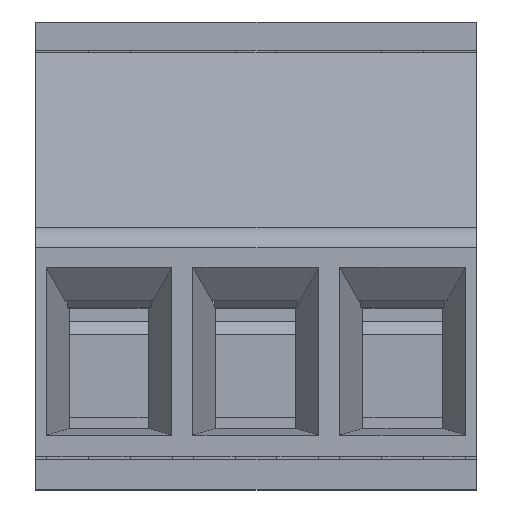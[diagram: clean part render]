
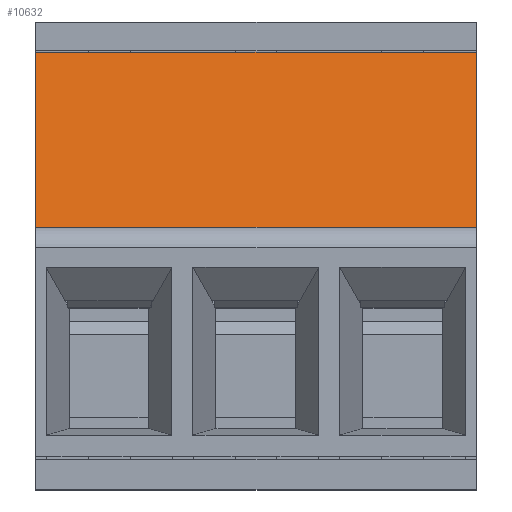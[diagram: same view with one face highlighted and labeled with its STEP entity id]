
A CAD part, top view. The second image highlights one B-rep face of the part: STEP entity #10632.
In plain terms, the highlighted face is planar.
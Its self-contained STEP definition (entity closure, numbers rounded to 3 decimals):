
#1215 = DIRECTION ( 'NONE',  ( -0.212, -0.977, 0. ) ) ;
#1396 = VERTEX_POINT ( 'NONE', #23587 ) ;
#1858 = DIRECTION ( 'NONE',  ( -0.212, -0.977, 0. ) ) ;
#3674 = VECTOR ( 'NONE', #13969, 1000. ) ;
#4088 = CARTESIAN_POINT ( 'NONE',  ( 1.423, 9.633, 7. ) ) ;
#4368 = EDGE_LOOP ( 'NONE', ( #18658, #24486, #10555, #24947 ) ) ;
#5250 = AXIS2_PLACEMENT_3D ( 'NONE', #17927, #7695, #1215 ) ;
#5995 = CARTESIAN_POINT ( 'NONE',  ( 1.423, 9.633, -3.5 ) ) ;
#6252 = DIRECTION ( 'NONE',  ( 0.212, 0.977, 0. ) ) ;
#7033 = CARTESIAN_POINT ( 'NONE',  ( 0.519, 5.458, 7. ) ) ;
#7106 = CARTESIAN_POINT ( 'NONE',  ( 0.519, 5.458, -3.5 ) ) ;
#7695 = DIRECTION ( 'NONE',  ( -0.977, 0.212, 0. ) ) ;
#7710 = VECTOR ( 'NONE', #1858, 1000. ) ;
#8156 = DIRECTION ( 'NONE',  ( 0., 0., -1. ) ) ;
#8521 = EDGE_CURVE ( 'NONE', #22337, #23078, #17415, .T. ) ;
#9174 = EDGE_CURVE ( 'NONE', #1396, #18384, #23968, .T. ) ;
#10555 = ORIENTED_EDGE ( 'NONE', *, *, #17384, .T. ) ;
#10632 = ADVANCED_FACE ( 'NONE', ( #13748 ), #11714, .T. ) ;
#11714 = PLANE ( 'NONE',  #5250 ) ;
#11917 = LINE ( 'NONE', #5995, #25201 ) ;
#11929 = CARTESIAN_POINT ( 'NONE',  ( 1.423, 9.633, -3.5 ) ) ;
#13748 = FACE_OUTER_BOUND ( 'NONE', #4368, .T. ) ;
#13969 = DIRECTION ( 'NONE',  ( 0., 0., 1. ) ) ;
#15295 = EDGE_CURVE ( 'NONE', #23078, #1396, #11917, .T. ) ;
#17384 = EDGE_CURVE ( 'NONE', #18384, #22337, #26438, .T. ) ;
#17415 = LINE ( 'NONE', #4088, #22308 ) ;
#17927 = CARTESIAN_POINT ( 'NONE',  ( 1.423, 9.633, -3.5 ) ) ;
#18384 = VERTEX_POINT ( 'NONE', #7106 ) ;
#18658 = ORIENTED_EDGE ( 'NONE', *, *, #15295, .T. ) ;
#22308 = VECTOR ( 'NONE', #6252, 1000. ) ;
#22337 = VERTEX_POINT ( 'NONE', #7033 ) ;
#23078 = VERTEX_POINT ( 'NONE', #24995 ) ;
#23587 = CARTESIAN_POINT ( 'NONE',  ( 1.423, 9.633, -3.5 ) ) ;
#23968 = LINE ( 'NONE', #11929, #7710 ) ;
#24486 = ORIENTED_EDGE ( 'NONE', *, *, #9174, .T. ) ;
#24562 = CARTESIAN_POINT ( 'NONE',  ( 0.519, 5.458, -3.5 ) ) ;
#24947 = ORIENTED_EDGE ( 'NONE', *, *, #8521, .T. ) ;
#24995 = CARTESIAN_POINT ( 'NONE',  ( 1.423, 9.633, 7. ) ) ;
#25201 = VECTOR ( 'NONE', #8156, 1000. ) ;
#26438 = LINE ( 'NONE', #24562, #3674 ) ;
